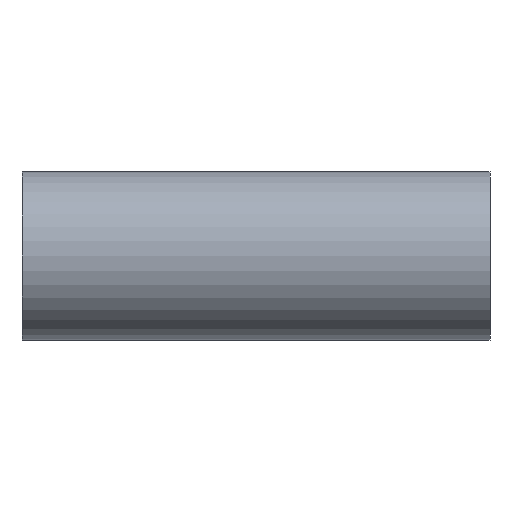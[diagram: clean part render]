
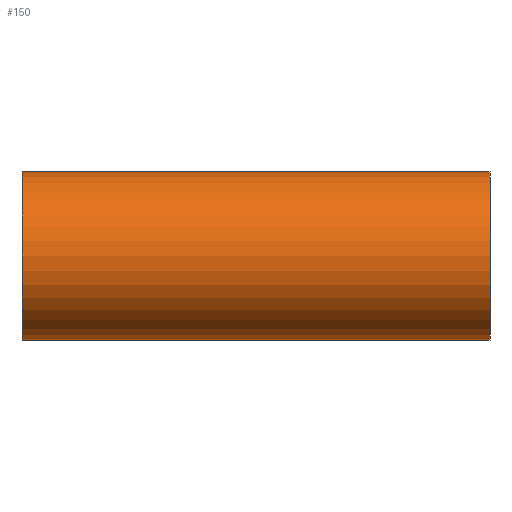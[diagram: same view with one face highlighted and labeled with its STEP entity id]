
A CAD part, front view. The second image highlights one B-rep face of the part: STEP entity #150.
In plain terms, the highlighted cylindrical face has radius 14.684 mm (diameter 29.369 mm), a partial arc.
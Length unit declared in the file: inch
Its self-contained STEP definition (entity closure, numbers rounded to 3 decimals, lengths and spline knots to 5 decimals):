
#29 = DIRECTION ( 'NONE',  ( -1., 0., 0. ) ) ;
#35 = DIRECTION ( 'NONE',  ( 0., 0., 1. ) ) ;
#54 = CARTESIAN_POINT ( 'NONE',  ( 0., 0., 0.57813 ) ) ;
#60 = VERTEX_POINT ( 'NONE', #196 ) ;
#61 = EDGE_CURVE ( 'NONE', #60, #279, #192, .T. ) ;
#65 = CARTESIAN_POINT ( 'NONE',  ( 0., 0., -0.57813 ) ) ;
#74 = ORIENTED_EDGE ( 'NONE', *, *, #593, .T. ) ;
#102 = EDGE_CURVE ( 'NONE', #279, #264, #148, .T. ) ;
#106 = DIRECTION ( 'NONE',  ( -1., 0., 0. ) ) ;
#109 = CIRCLE ( 'NONE', #147, 0.57813 ) ;
#112 = CARTESIAN_POINT ( 'NONE',  ( 0., 0., 0. ) ) ;
#120 = VERTEX_POINT ( 'NONE', #640 ) ;
#126 = LINE ( 'NONE', #341, #269 ) ;
#137 = CARTESIAN_POINT ( 'NONE',  ( -1.60938, 0., 0. ) ) ;
#147 = AXIS2_PLACEMENT_3D ( 'NONE', #221, #174, #546 ) ;
#148 = LINE ( 'NONE', #54, #453 ) ;
#150 = ADVANCED_FACE ( 'NONE', ( #582 ), #427, .T. ) ;
#174 = DIRECTION ( 'NONE',  ( -1., 0., 0. ) ) ;
#192 = LINE ( 'NONE', #477, #632 ) ;
#196 = CARTESIAN_POINT ( 'NONE',  ( 1.60938, 0., 0.57813 ) ) ;
#209 = ORIENTED_EDGE ( 'NONE', *, *, #679, .F. ) ;
#221 = CARTESIAN_POINT ( 'NONE',  ( 1.60938, 0., 0. ) ) ;
#245 = EDGE_CURVE ( 'NONE', #302, #264, #600, .T. ) ;
#262 = ORIENTED_EDGE ( 'NONE', *, *, #554, .F. ) ;
#264 = VERTEX_POINT ( 'NONE', #351 ) ;
#269 = VECTOR ( 'NONE', #652, 39.37008 ) ;
#279 = VERTEX_POINT ( 'NONE', #407 ) ;
#302 = VERTEX_POINT ( 'NONE', #358 ) ;
#303 = DIRECTION ( 'NONE',  ( 0., 0., 1. ) ) ;
#307 = DIRECTION ( 'NONE',  ( -1., 0., 0. ) ) ;
#309 = DIRECTION ( 'NONE',  ( -1., 0., 0. ) ) ;
#315 = AXIS2_PLACEMENT_3D ( 'NONE', #112, #309, #35 ) ;
#341 = CARTESIAN_POINT ( 'NONE',  ( 0., 0., -0.57813 ) ) ;
#350 = VERTEX_POINT ( 'NONE', #466 ) ;
#351 = CARTESIAN_POINT ( 'NONE',  ( -1.60938, 0., 0.57813 ) ) ;
#358 = CARTESIAN_POINT ( 'NONE',  ( -1.60938, 0., -0.57813 ) ) ;
#407 = CARTESIAN_POINT ( 'NONE',  ( 0.45313, 0., 0.57812 ) ) ;
#413 = DIRECTION ( 'NONE',  ( -1., 0., 0. ) ) ;
#427 = CYLINDRICAL_SURFACE ( 'NONE', #315, 0.57813 ) ;
#453 = VECTOR ( 'NONE', #413, 39.37008 ) ;
#466 = CARTESIAN_POINT ( 'NONE',  ( 1.60938, 0., -0.57813 ) ) ;
#468 = EDGE_LOOP ( 'NONE', ( #262, #74, #539, #657, #602, #209 ) ) ;
#477 = CARTESIAN_POINT ( 'NONE',  ( 0., 0., 0.57813 ) ) ;
#491 = VECTOR ( 'NONE', #307, 39.37008 ) ;
#539 = ORIENTED_EDGE ( 'NONE', *, *, #61, .T. ) ;
#546 = DIRECTION ( 'NONE',  ( 0., 0., 1. ) ) ;
#554 = EDGE_CURVE ( 'NONE', #350, #120, #126, .T. ) ;
#582 = FACE_OUTER_BOUND ( 'NONE', #468, .T. ) ;
#593 = EDGE_CURVE ( 'NONE', #350, #60, #109, .T. ) ;
#600 = CIRCLE ( 'NONE', #609, 0.57813 ) ;
#602 = ORIENTED_EDGE ( 'NONE', *, *, #245, .F. ) ;
#609 = AXIS2_PLACEMENT_3D ( 'NONE', #137, #29, #303 ) ;
#632 = VECTOR ( 'NONE', #106, 39.37008 ) ;
#640 = CARTESIAN_POINT ( 'NONE',  ( 0.45313, 0., -0.57812 ) ) ;
#649 = LINE ( 'NONE', #65, #491 ) ;
#652 = DIRECTION ( 'NONE',  ( -1., 0., 0. ) ) ;
#657 = ORIENTED_EDGE ( 'NONE', *, *, #102, .T. ) ;
#679 = EDGE_CURVE ( 'NONE', #120, #302, #649, .T. ) ;
